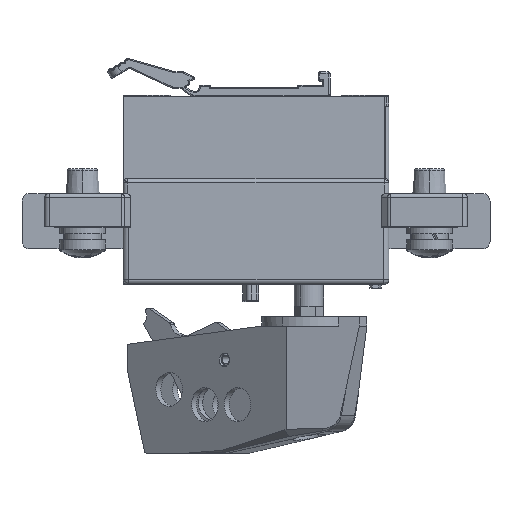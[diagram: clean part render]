
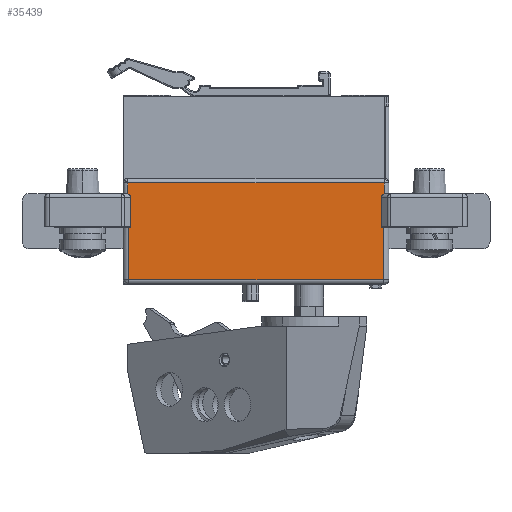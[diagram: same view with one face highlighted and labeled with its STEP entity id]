
A CAD part, left-side view. The second image highlights one B-rep face of the part: STEP entity #35439.
In plain terms, the highlighted planar face has unit normal (-1, 0, 0).
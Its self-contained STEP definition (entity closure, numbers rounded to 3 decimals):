
#96 = CARTESIAN_POINT ( 'NONE',  ( 0., 2.03, -10.75 ) ) ;
#114 = CARTESIAN_POINT ( 'NONE',  ( 0., 68.5, -24.8 ) ) ;
#242 = ORIENTED_EDGE ( 'NONE', *, *, #35499, .F. ) ;
#361 = CARTESIAN_POINT ( 'NONE',  ( 0., 1.5, -24.8 ) ) ;
#794 = ORIENTED_EDGE ( 'NONE', *, *, #18643, .T. ) ;
#1143 = CARTESIAN_POINT ( 'NONE',  ( 0., 68.8, 0.75 ) ) ;
#1891 = DIRECTION ( 'NONE',  ( 0., 1., 0. ) ) ;
#2011 = CARTESIAN_POINT ( 'NONE',  ( 0., 2.03, -11.05 ) ) ;
#3102 = CARTESIAN_POINT ( 'NONE',  ( 0., 1.998, -2.798 ) ) ;
#5741 = LINE ( 'NONE', #34048, #14252 ) ;
#6715 = VECTOR ( 'NONE', #41311, 1000. ) ;
#7149 = PLANE ( 'NONE',  #29747 ) ;
#7523 = LINE ( 'NONE', #19420, #11192 ) ;
#7841 = CARTESIAN_POINT ( 'NONE',  ( 0., 68.5, -24.8 ) ) ;
#8341 = VERTEX_POINT ( 'NONE', #33597 ) ;
#9159 = EDGE_CURVE ( 'NONE', #20926, #22932, #7523, .T. ) ;
#9228 = DIRECTION ( 'NONE',  ( 0., 0., 1. ) ) ;
#9578 = CARTESIAN_POINT ( 'NONE',  ( 0., 68.8, -2.14 ) ) ;
#10603 = CARTESIAN_POINT ( 'NONE',  ( 0., 68.292, -2.414 ) ) ;
#11192 = VECTOR ( 'NONE', #53276, 1000. ) ;
#12523 = CARTESIAN_POINT ( 'NONE',  ( 0., 68.5, -24.8 ) ) ;
#13581 = CARTESIAN_POINT ( 'NONE',  ( 0., 68.8, -2.14 ) ) ;
#13650 = VERTEX_POINT ( 'NONE', #361 ) ;
#13737 = CARTESIAN_POINT ( 'NONE',  ( 0., 68.243, -2.459 ) ) ;
#13790 = CARTESIAN_POINT ( 'NONE',  ( 0., 68.8, 0.75 ) ) ;
#13904 = VECTOR ( 'NONE', #30548, 1000. ) ;
#14252 = VECTOR ( 'NONE', #18041, 1000. ) ;
#14379 = LINE ( 'NONE', #27369, #51289 ) ;
#16126 = CARTESIAN_POINT ( 'NONE',  ( 0., 1.796, -2.5 ) ) ;
#16203 = CARTESIAN_POINT ( 'NONE',  ( 0., 68.055, -2.65 ) ) ;
#17239 = DIRECTION ( 'NONE',  ( 0., 0., 1. ) ) ;
#18041 = DIRECTION ( 'NONE',  ( 0., 0., 1. ) ) ;
#18421 = EDGE_CURVE ( 'NONE', #39167, #22932, #44013, .T. ) ;
#18434 = EDGE_CURVE ( 'NONE', #13650, #59824, #5741, .T. ) ;
#18643 = EDGE_CURVE ( 'NONE', #67413, #59644, #20965, .T. ) ;
#19420 = CARTESIAN_POINT ( 'NONE',  ( 0., 67.97, -10.75 ) ) ;
#19963 = EDGE_LOOP ( 'NONE', ( #36573, #44413, #52511, #794, #70104, #47271, #59076, #28852, #27891, #64141, #46797, #242, #71453, #37447 ) ) ;
#20609 = CARTESIAN_POINT ( 'NONE',  ( 0., 1.845, -2.555 ) ) ;
#20689 = CARTESIAN_POINT ( 'NONE',  ( 0., 68.8, -2.14 ) ) ;
#20926 = VERTEX_POINT ( 'NONE', #56814 ) ;
#20965 = B_SPLINE_CURVE_WITH_KNOTS ( 'NONE', 3,
 ( #42922, #55216, #3102, #66758, #20609, #43293, #16126, #66031, #65666, #32147, #60418, #21707 ),
 .UNSPECIFIED., .F., .F.,
 ( 4, 1, 1, 1, 1, 2, 2, 4 ),
 ( 0., 0.25, 0.375, 0.437, 0.469, 0.484, 0.5, 1. ),
 .UNSPECIFIED. ) ;
#21055 = DIRECTION ( 'NONE',  ( 0., 1., 0. ) ) ;
#21707 = CARTESIAN_POINT ( 'NONE',  ( 0., 1.2, -2.14 ) ) ;
#22268 = EDGE_CURVE ( 'NONE', #42852, #59482, #36980, .T. ) ;
#22509 = LINE ( 'NONE', #28456, #24830 ) ;
#22932 = VERTEX_POINT ( 'NONE', #50977 ) ;
#23917 = CARTESIAN_POINT ( 'NONE',  ( 0., 70., -26. ) ) ;
#24075 = VECTOR ( 'NONE', #57353, 1000. ) ;
#24830 = VECTOR ( 'NONE', #9228, 1000. ) ;
#25020 = CARTESIAN_POINT ( 'NONE',  ( 0., 68.5, -11. ) ) ;
#27362 = CARTESIAN_POINT ( 'NONE',  ( 0., 68.682, -2.177 ) ) ;
#27369 = CARTESIAN_POINT ( 'NONE',  ( 0., 1.5, -11. ) ) ;
#27394 = VECTOR ( 'NONE', #41462, 1000. ) ;
#27891 = ORIENTED_EDGE ( 'NONE', *, *, #9159, .F. ) ;
#28376 = DIRECTION ( 'NONE',  ( 0., 0., 1. ) ) ;
#28456 = CARTESIAN_POINT ( 'NONE',  ( 0., 67.97, -11.05 ) ) ;
#28852 = ORIENTED_EDGE ( 'NONE', *, *, #18421, .T. ) ;
#29491 = DIRECTION ( 'NONE',  ( 0., 0., 1. ) ) ;
#29747 = AXIS2_PLACEMENT_3D ( 'NONE', #23917, #52570, #29491 ) ;
#30548 = DIRECTION ( 'NONE',  ( 0., -1., 0. ) ) ;
#30800 = VERTEX_POINT ( 'NONE', #1143 ) ;
#30983 = VECTOR ( 'NONE', #1891, 1000. ) ;
#32147 = CARTESIAN_POINT ( 'NONE',  ( 0., 1.632, -2.329 ) ) ;
#32156 = VECTOR ( 'NONE', #17239, 1000. ) ;
#33315 = CARTESIAN_POINT ( 'NONE',  ( 0., 67.97, -2.841 ) ) ;
#33581 = LINE ( 'NONE', #47285, #30983 ) ;
#33597 = CARTESIAN_POINT ( 'NONE',  ( 0., 67.97, -11. ) ) ;
#34048 = CARTESIAN_POINT ( 'NONE',  ( 0., 1.5, -24.8 ) ) ;
#34325 = LINE ( 'NONE', #96, #37322 ) ;
#35439 = ADVANCED_FACE ( 'NONE', ( #62646 ), #7149, .T. ) ;
#35499 = EDGE_CURVE ( 'NONE', #58764, #46143, #51092, .T. ) ;
#36573 = ORIENTED_EDGE ( 'NONE', *, *, #57699, .T. ) ;
#36980 = LINE ( 'NONE', #2011, #27394 ) ;
#37322 = VECTOR ( 'NONE', #28376, 1000. ) ;
#37447 = ORIENTED_EDGE ( 'NONE', *, *, #18434, .T. ) ;
#39167 = VERTEX_POINT ( 'NONE', #13581 ) ;
#41311 = DIRECTION ( 'NONE',  ( 0., 0., 1. ) ) ;
#41462 = DIRECTION ( 'NONE',  ( 0., 0., 1. ) ) ;
#42852 = VERTEX_POINT ( 'NONE', #43954 ) ;
#42922 = CARTESIAN_POINT ( 'NONE',  ( 0., 2.03, -3.05 ) ) ;
#43293 = CARTESIAN_POINT ( 'NONE',  ( 0., 1.811, -2.516 ) ) ;
#43374 = CARTESIAN_POINT ( 'NONE',  ( 0., 68.262, -2.441 ) ) ;
#43954 = CARTESIAN_POINT ( 'NONE',  ( 0., 2.03, -11. ) ) ;
#44013 = B_SPLINE_CURVE_WITH_KNOTS ( 'NONE', 3,
 ( #20689, #27362, #71701, #50069, #10603, #43374, #13737, #72808, #16203, #33315, #56021 ),
 .UNSPECIFIED., .F., .F.,
 ( 4, 1, 1, 1, 2, 2, 4 ),
 ( 0., 0.25, 0.375, 0.438, 0.469, 0.5, 1. ),
 .UNSPECIFIED. ) ;
#44413 = ORIENTED_EDGE ( 'NONE', *, *, #22268, .T. ) ;
#46143 = VERTEX_POINT ( 'NONE', #25020 ) ;
#46797 = ORIENTED_EDGE ( 'NONE', *, *, #49015, .T. ) ;
#47271 = ORIENTED_EDGE ( 'NONE', *, *, #71681, .F. ) ;
#47285 = CARTESIAN_POINT ( 'NONE',  ( 0., 1.5, -11. ) ) ;
#48343 = LINE ( 'NONE', #64402, #72945 ) ;
#49015 = EDGE_CURVE ( 'NONE', #8341, #46143, #14379, .T. ) ;
#50069 = CARTESIAN_POINT ( 'NONE',  ( 0., 68.364, -2.355 ) ) ;
#50977 = CARTESIAN_POINT ( 'NONE',  ( 0., 67.97, -3.05 ) ) ;
#51092 = LINE ( 'NONE', #114, #32156 ) ;
#51094 = EDGE_CURVE ( 'NONE', #59644, #52608, #48343, .T. ) ;
#51289 = VECTOR ( 'NONE', #21055, 1000. ) ;
#51770 = LINE ( 'NONE', #13790, #24075 ) ;
#52511 = ORIENTED_EDGE ( 'NONE', *, *, #63795, .T. ) ;
#52570 = DIRECTION ( 'NONE',  ( -1., 0., 0. ) ) ;
#52608 = VERTEX_POINT ( 'NONE', #67358 ) ;
#53276 = DIRECTION ( 'NONE',  ( 0., 0., 1. ) ) ;
#53612 = LINE ( 'NONE', #7841, #13904 ) ;
#55216 = CARTESIAN_POINT ( 'NONE',  ( 0., 2.03, -2.947 ) ) ;
#56021 = CARTESIAN_POINT ( 'NONE',  ( 0., 67.97, -3.05 ) ) ;
#56814 = CARTESIAN_POINT ( 'NONE',  ( 0., 67.97, -10.75 ) ) ;
#57353 = DIRECTION ( 'NONE',  ( 0., -1., 0. ) ) ;
#57699 = EDGE_CURVE ( 'NONE', #59824, #42852, #33581, .T. ) ;
#58764 = VERTEX_POINT ( 'NONE', #12523 ) ;
#59076 = ORIENTED_EDGE ( 'NONE', *, *, #66135, .F. ) ;
#59482 = VERTEX_POINT ( 'NONE', #67455 ) ;
#59644 = VERTEX_POINT ( 'NONE', #64452 ) ;
#59824 = VERTEX_POINT ( 'NONE', #60498 ) ;
#60418 = CARTESIAN_POINT ( 'NONE',  ( 0., 1.44, -2.217 ) ) ;
#60498 = CARTESIAN_POINT ( 'NONE',  ( 0., 1.5, -11. ) ) ;
#62646 = FACE_OUTER_BOUND ( 'NONE', #19963, .T. ) ;
#63795 = EDGE_CURVE ( 'NONE', #59482, #67413, #34325, .T. ) ;
#64141 = ORIENTED_EDGE ( 'NONE', *, *, #69144, .F. ) ;
#64402 = CARTESIAN_POINT ( 'NONE',  ( 0., 1.2, -2.14 ) ) ;
#64452 = CARTESIAN_POINT ( 'NONE',  ( 0., 1.2, -2.14 ) ) ;
#65666 = CARTESIAN_POINT ( 'NONE',  ( 0., 1.78, -2.483 ) ) ;
#66031 = CARTESIAN_POINT ( 'NONE',  ( 0., 1.786, -2.489 ) ) ;
#66135 = EDGE_CURVE ( 'NONE', #39167, #30800, #69639, .T. ) ;
#66758 = CARTESIAN_POINT ( 'NONE',  ( 0., 1.905, -2.635 ) ) ;
#67174 = EDGE_CURVE ( 'NONE', #58764, #13650, #53612, .T. ) ;
#67358 = CARTESIAN_POINT ( 'NONE',  ( 0., 1.2, 0.75 ) ) ;
#67413 = VERTEX_POINT ( 'NONE', #73683 ) ;
#67455 = CARTESIAN_POINT ( 'NONE',  ( 0., 2.03, -10.75 ) ) ;
#69144 = EDGE_CURVE ( 'NONE', #8341, #20926, #22509, .T. ) ;
#69639 = LINE ( 'NONE', #9578, #6715 ) ;
#70104 = ORIENTED_EDGE ( 'NONE', *, *, #51094, .T. ) ;
#71074 = DIRECTION ( 'NONE',  ( 0., 0., 1. ) ) ;
#71453 = ORIENTED_EDGE ( 'NONE', *, *, #67174, .T. ) ;
#71681 = EDGE_CURVE ( 'NONE', #30800, #52608, #51770, .T. ) ;
#71701 = CARTESIAN_POINT ( 'NONE',  ( 0., 68.522, -2.248 ) ) ;
#72808 = CARTESIAN_POINT ( 'NONE',  ( 0., 68.235, -2.467 ) ) ;
#72945 = VECTOR ( 'NONE', #71074, 1000. ) ;
#73683 = CARTESIAN_POINT ( 'NONE',  ( 0., 2.03, -3.05 ) ) ;
